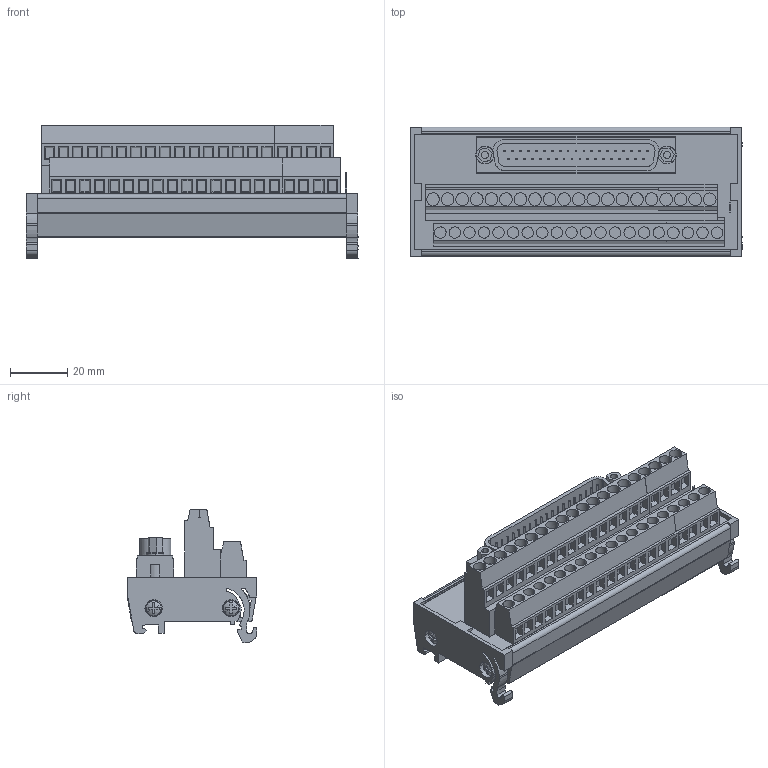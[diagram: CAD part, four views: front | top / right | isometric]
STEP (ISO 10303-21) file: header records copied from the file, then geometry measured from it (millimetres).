
FILE_DESCRIPTION(('CATIA V5R22 STEP214','CAx-IF Rec.Pracs.--- Model Styling and Organization---1.4--- 2014-01-23'),'2;1');
FILE_NAME ('D1464288_1_8155660000_3D_8155660000.stp','2023-09-26T12:55:58+00:00',('none'),('Weidmueller'),'CATIA Version 5-6 Release 2016 SP3 HF44','CATIA V5 STEP AP214','none');
FILE_SCHEMA(('AUTOMOTIVE_DESIGN { 1 0 10303 214 1 1 1 1 }'));
Length unit declared in the file: millimetre
Products named in the file (1): 3D_8155660000
Bounding box: 115.8 x 45.2 x 46.65 mm (x, y, z)
Volume: 74046.7 mm3; surface area: 54028.9 mm2
Topology: 1 solids, 6 shells, 1222 faces, 3197 edges, 2099 vertices
Faces by surface type: plane 808, cylinder 386, torus 14, sphere 8, bspline 6
Entity records: 40003 total; most frequent: CARTESIAN_POINT 9079, ORIENTED_EDGE 6394, DIRECTION 5375, EDGE_CURVE 3197, VECTOR 2214, LINE 2214, VERTEX_POINT 2099, AXIS2_PLACEMENT_3D 1946
